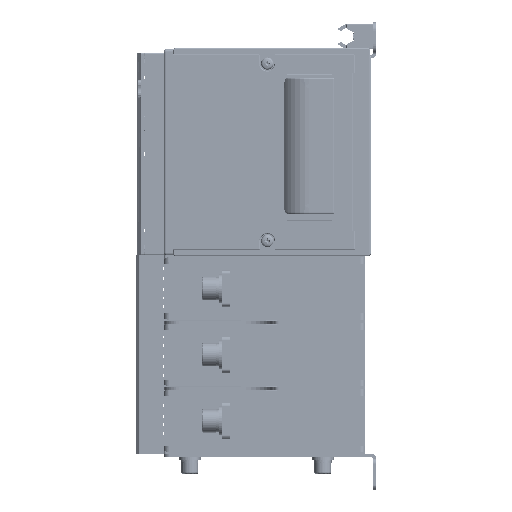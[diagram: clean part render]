
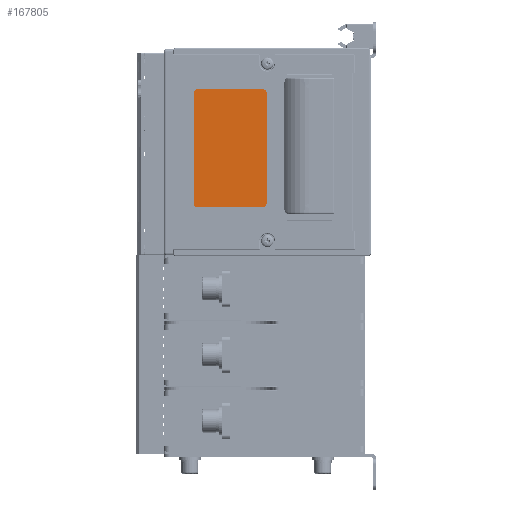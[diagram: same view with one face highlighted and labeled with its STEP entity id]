
A CAD part, left-side view. The second image highlights one B-rep face of the part: STEP entity #167805.
In plain terms, the highlighted face is planar.
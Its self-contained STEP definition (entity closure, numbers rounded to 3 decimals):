
#6680 = CIRCLE ( 'NONE', #112756, 2. ) ;
#6904 = CARTESIAN_POINT ( 'NONE',  ( 8.186, 89.009, 85.824 ) ) ;
#7013 = CIRCLE ( 'NONE', #75761, 2. ) ;
#10256 = CARTESIAN_POINT ( 'NONE',  ( 71.386, 89.009, 85.824 ) ) ;
#12973 = CIRCLE ( 'NONE', #148984, 2. ) ;
#22053 = CARTESIAN_POINT ( 'NONE',  ( 2.586, 50.809, 85.824 ) ) ;
#23411 = VECTOR ( 'NONE', #165318, 1000. ) ;
#25837 = DIRECTION ( 'NONE',  ( 0., 0., 1. ) ) ;
#34038 = CARTESIAN_POINT ( 'NONE',  ( 73.386, 49.409, 85.824 ) ) ;
#38585 = DIRECTION ( 'NONE',  ( 1., 0., 0. ) ) ;
#41695 = VERTEX_POINT ( 'NONE', #6904 ) ;
#45668 = LINE ( 'NONE', #210520, #135373 ) ;
#46216 = EDGE_CURVE ( 'NONE', #66219, #182866, #212488, .T. ) ;
#46631 = CARTESIAN_POINT ( 'NONE',  ( 10.186, 91.009, 85.824 ) ) ;
#46824 = EDGE_CURVE ( 'NONE', #197765, #41695, #6680, .T. ) ;
#48449 = CARTESIAN_POINT ( 'NONE',  ( 8.186, 52.809, 85.824 ) ) ;
#51778 = DIRECTION ( 'NONE',  ( -1., 0., 0. ) ) ;
#55225 = VECTOR ( 'NONE', #38585, 1000. ) ;
#56755 = LINE ( 'NONE', #34038, #23411 ) ;
#57350 = ORIENTED_EDGE ( 'NONE', *, *, #197264, .T. ) ;
#61377 = ORIENTED_EDGE ( 'NONE', *, *, #178796, .T. ) ;
#62654 = DIRECTION ( 'NONE',  ( 0., -1., 0. ) ) ;
#66219 = VERTEX_POINT ( 'NONE', #168303 ) ;
#70368 = ORIENTED_EDGE ( 'NONE', *, *, #46824, .T. ) ;
#75761 = AXIS2_PLACEMENT_3D ( 'NONE', #147199, #99100, #195994 ) ;
#76334 = DIRECTION ( 'NONE',  ( 0., -1., 0. ) ) ;
#82576 = CARTESIAN_POINT ( 'NONE',  ( 10.186, 52.809, 85.824 ) ) ;
#85469 = EDGE_LOOP ( 'NONE', ( #61377, #109618, #57350, #70368, #127418, #188599, #144142, #86239 ) ) ;
#86239 = ORIENTED_EDGE ( 'NONE', *, *, #97761, .T. ) ;
#95345 = VERTEX_POINT ( 'NONE', #48449 ) ;
#97761 = EDGE_CURVE ( 'NONE', #99849, #135151, #7013, .T. ) ;
#99100 = DIRECTION ( 'NONE',  ( 0., 0., 1. ) ) ;
#99849 = VERTEX_POINT ( 'NONE', #204988 ) ;
#109618 = ORIENTED_EDGE ( 'NONE', *, *, #46216, .T. ) ;
#112756 = AXIS2_PLACEMENT_3D ( 'NONE', #188051, #25837, #157139 ) ;
#114057 = DIRECTION ( 'NONE',  ( 0., -1., 0. ) ) ;
#120349 = EDGE_CURVE ( 'NONE', #95345, #131170, #12973, .T. ) ;
#127418 = ORIENTED_EDGE ( 'NONE', *, *, #174262, .T. ) ;
#131170 = VERTEX_POINT ( 'NONE', #203035 ) ;
#135151 = VERTEX_POINT ( 'NONE', #185396 ) ;
#135373 = VECTOR ( 'NONE', #51778, 1000. ) ;
#137354 = LINE ( 'NONE', #22053, #55225 ) ;
#144142 = ORIENTED_EDGE ( 'NONE', *, *, #173366, .T. ) ;
#147199 = CARTESIAN_POINT ( 'NONE',  ( 71.386, 52.809, 85.824 ) ) ;
#148984 = AXIS2_PLACEMENT_3D ( 'NONE', #82576, #197364, #114057 ) ;
#157139 = DIRECTION ( 'NONE',  ( 0., -1., 0. ) ) ;
#157734 = DIRECTION ( 'NONE',  ( 0., 0., -1. ) ) ;
#159169 = PLANE ( 'NONE',  #203139 ) ;
#160927 = CARTESIAN_POINT ( 'NONE',  ( 8.186, 92.409, 85.824 ) ) ;
#165188 = FACE_OUTER_BOUND ( 'NONE', #85469, .T. ) ;
#165318 = DIRECTION ( 'NONE',  ( 0., 1., 0. ) ) ;
#167805 = ADVANCED_FACE ( 'NONE', ( #165188 ), #159169, .F. ) ;
#168303 = CARTESIAN_POINT ( 'NONE',  ( 73.386, 89.009, 85.824 ) ) ;
#173366 = EDGE_CURVE ( 'NONE', #131170, #99849, #137354, .T. ) ;
#174262 = EDGE_CURVE ( 'NONE', #41695, #95345, #179797, .T. ) ;
#178796 = EDGE_CURVE ( 'NONE', #135151, #66219, #56755, .T. ) ;
#179797 = LINE ( 'NONE', #160927, #190009 ) ;
#180125 = AXIS2_PLACEMENT_3D ( 'NONE', #10256, #189000, #76334 ) ;
#182300 = CARTESIAN_POINT ( 'NONE',  ( 71.386, 91.009, 85.824 ) ) ;
#182866 = VERTEX_POINT ( 'NONE', #182300 ) ;
#185396 = CARTESIAN_POINT ( 'NONE',  ( 73.386, 52.809, 85.824 ) ) ;
#188051 = CARTESIAN_POINT ( 'NONE',  ( 10.186, 89.009, 85.824 ) ) ;
#188599 = ORIENTED_EDGE ( 'NONE', *, *, #120349, .T. ) ;
#189000 = DIRECTION ( 'NONE',  ( 0., 0., 1. ) ) ;
#190009 = VECTOR ( 'NONE', #62654, 1000. ) ;
#190737 = DIRECTION ( 'NONE',  ( 0., 1., 0. ) ) ;
#192182 = CARTESIAN_POINT ( 'NONE',  ( 1.586, 92.409, 85.824 ) ) ;
#195994 = DIRECTION ( 'NONE',  ( 0., -1., 0. ) ) ;
#197264 = EDGE_CURVE ( 'NONE', #182866, #197765, #45668, .T. ) ;
#197364 = DIRECTION ( 'NONE',  ( 0., 0., 1. ) ) ;
#197765 = VERTEX_POINT ( 'NONE', #46631 ) ;
#203035 = CARTESIAN_POINT ( 'NONE',  ( 10.186, 50.809, 85.824 ) ) ;
#203139 = AXIS2_PLACEMENT_3D ( 'NONE', #192182, #157734, #190737 ) ;
#204988 = CARTESIAN_POINT ( 'NONE',  ( 71.386, 50.809, 85.824 ) ) ;
#210520 = CARTESIAN_POINT ( 'NONE',  ( 74.586, 91.009, 85.824 ) ) ;
#212488 = CIRCLE ( 'NONE', #180125, 2. ) ;
